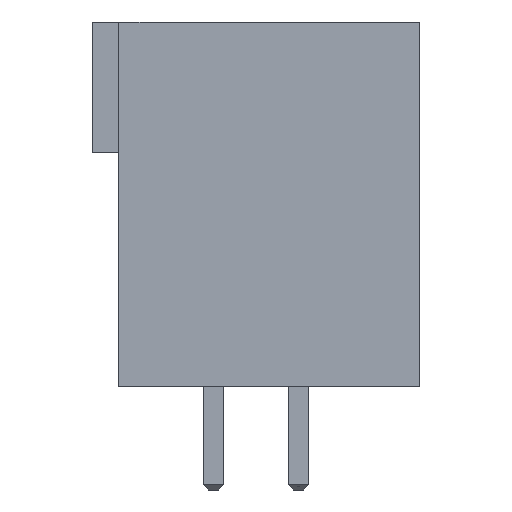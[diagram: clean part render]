
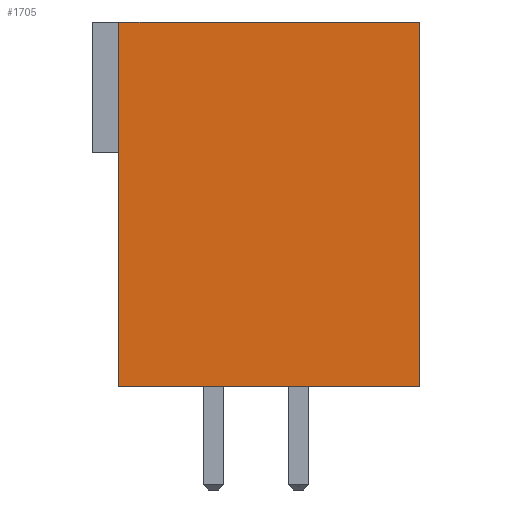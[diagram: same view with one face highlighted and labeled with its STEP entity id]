
A CAD part, left-side view. The second image highlights one B-rep face of the part: STEP entity #1705.
In plain terms, the highlighted planar face has unit normal (-1, 0, 0).
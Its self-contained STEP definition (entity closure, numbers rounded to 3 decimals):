
#1705=ADVANCED_FACE('',(#4956),#4958,.T.);
#4956=FACE_BOUND('',#4957,.T.);
#4957=EDGE_LOOP('',(#7322,#7323,#7324,#7325));
#4958=PLANE('',#4959);
#4959=AXIS2_PLACEMENT_3D('',#4960,#4961,#4962);
#4960=CARTESIAN_POINT('',(0.,9.8,0.));
#4961=DIRECTION('',(-1.,0.,0.));
#4962=DIRECTION('',(0.,-1.,0.));
#7322=ORIENTED_EDGE('',*,*,#8717,.T.);
#7323=ORIENTED_EDGE('',*,*,#8562,.T.);
#7324=ORIENTED_EDGE('',*,*,#8741,.T.);
#7325=ORIENTED_EDGE('',*,*,#8742,.F.);
#8562=EDGE_CURVE('',#9621,#9642,#9644,.T.);
#8717=EDGE_CURVE('',#9877,#9621,#9878,.F.);
#8741=EDGE_CURVE('',#9642,#9913,#9915,.T.);
#8742=EDGE_CURVE('',#9877,#9913,#9916,.T.);
#9621=VERTEX_POINT('',#11598);
#9642=VERTEX_POINT('',#11639);
#9644=LINE('',#11643,#11644);
#9877=VERTEX_POINT('',#12186);
#9878=LINE('',#12187,#12188);
#9913=VERTEX_POINT('',#12268);
#9915=LINE('',#12272,#12273);
#9916=LINE('',#12275,#12276);
#11598=CARTESIAN_POINT('',(0.,9.,0.));
#11639=CARTESIAN_POINT('',(0.,0.,0.));
#11643=CARTESIAN_POINT('',(0.,9.,0.));
#11644=VECTOR('',#11645,1.);
#11645=DIRECTION('',(0.,-1.,0.));
#12186=CARTESIAN_POINT('',(0.,9.,10.9));
#12187=CARTESIAN_POINT('',(0.,9.,0.));
#12188=VECTOR('',#12189,1.);
#12189=DIRECTION('',(0.,0.,1.));
#12268=CARTESIAN_POINT('',(0.,0.,10.9));
#12272=CARTESIAN_POINT('',(0.,0.,0.));
#12273=VECTOR('',#12274,1.);
#12274=DIRECTION('',(0.,0.,1.));
#12275=CARTESIAN_POINT('',(0.,9.,10.9));
#12276=VECTOR('',#12277,1.);
#12277=DIRECTION('',(0.,-1.,0.));
